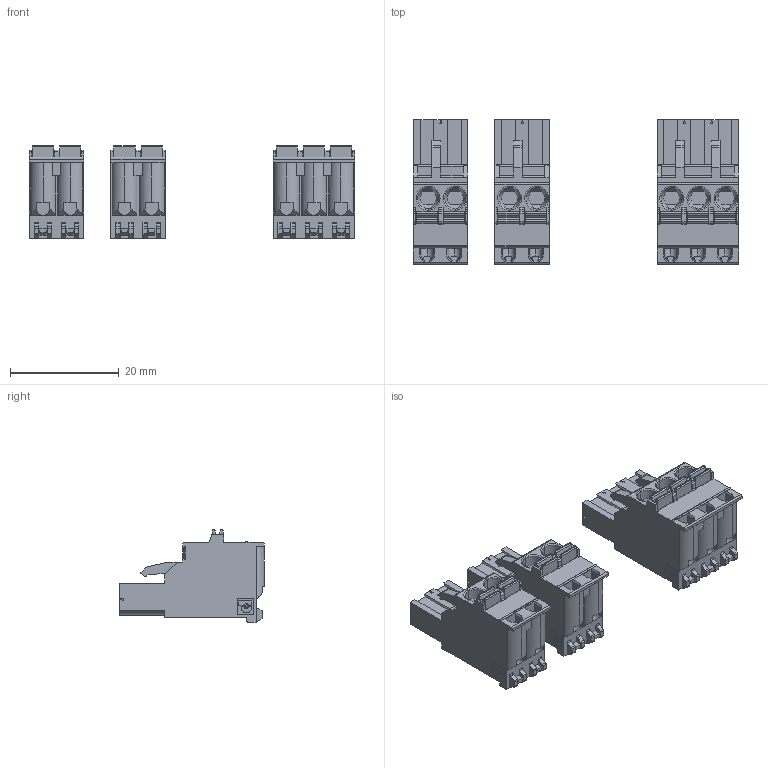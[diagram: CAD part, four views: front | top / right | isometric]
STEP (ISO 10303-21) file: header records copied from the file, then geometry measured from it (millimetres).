
FILE_DESCRIPTION(/* description */ ('Alibre Inc.'),/* implementation_level */ '2;1');
FILE_NAME(/* name */ 'export0',/* time_stamp */ '2018-09-27T11:41:14+02:00',/* author */ (''),/* organization */ (''),/* preprocessor_version */ 'ST-DEVELOPER v17',/* originating_system */ 'Alibre',/* authorisation */ '');
FILE_SCHEMA (('AUTOMOTIVE_DESIGN'));
Length unit declared in the file: millimetre
Products named in the file (4): ID_1
Bounding box: 59.85 x 26.6 x 17 mm (x, y, z)
Volume: 8925.1 mm3; surface area: 6151.2 mm2
Topology: 3 solids, 3 shells, 1065 faces, 2863 edges, 1855 vertices
Faces by surface type: plane 643, cylinder 380, cone 28, torus 14
Entity records: 31029 total; most frequent: ORIENTED_EDGE 5726, CARTESIAN_POINT 5436, DIRECTION 4580, EDGE_CURVE 2863, VECTOR 1956, LINE 1956, VERTEX_POINT 1855, AXIS2_PLACEMENT_3D 1625
